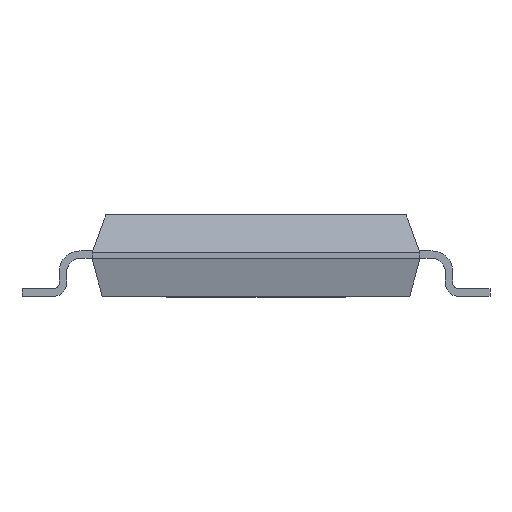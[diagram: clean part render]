
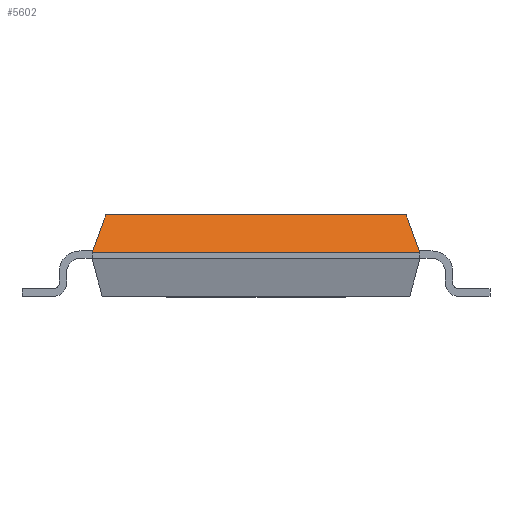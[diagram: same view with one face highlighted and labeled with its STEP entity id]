
A CAD part, front view. The second image highlights one B-rep face of the part: STEP entity #5602.
In plain terms, the highlighted planar face has unit normal (0, -0.94, 0.342).
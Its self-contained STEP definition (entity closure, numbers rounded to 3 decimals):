
#514 = PLANE('',#515);
#515 = AXIS2_PLACEMENT_3D('',#516,#517,#518);
#516 = CARTESIAN_POINT('',(2.2,-3.35,1.102));
#517 = DIRECTION('',(0.,1.,0.));
#518 = DIRECTION('',(-1.,0.,0.));
#1812 = VERTEX_POINT('',#1813);
#1813 = CARTESIAN_POINT('',(2.2,-3.35,0.594));
#1834 = EDGE_CURVE('',#1835,#1812,#1837,.T.);
#1835 = VERTEX_POINT('',#1836);
#1836 = CARTESIAN_POINT('',(-2.2,-3.35,0.594));
#1837 = SURFACE_CURVE('',#1838,(#1842,#1849),.PCURVE_S1.);
#1838 = LINE('',#1839,#1840);
#1839 = CARTESIAN_POINT('',(2.2,-3.35,0.594));
#1840 = VECTOR('',#1841,1.);
#1841 = DIRECTION('',(1.,0.,0.));
#1842 = PCURVE('',#514,#1843);
#1843 = DEFINITIONAL_REPRESENTATION('',(#1844),#1848);
#1844 = LINE('',#1845,#1846);
#1845 = CARTESIAN_POINT('',(0.,-0.508));
#1846 = VECTOR('',#1847,1.);
#1847 = DIRECTION('',(-1.,0.));
#1848 = ( GEOMETRIC_REPRESENTATION_CONTEXT(2) 
PARAMETRIC_REPRESENTATION_CONTEXT() REPRESENTATION_CONTEXT('2D SPACE',''
  ) );
#1849 = PCURVE('',#1850,#1855);
#1850 = PLANE('',#1851);
#1851 = AXIS2_PLACEMENT_3D('',#1852,#1853,#1854);
#1852 = CARTESIAN_POINT('',(2.2,-3.166,1.102));
#1853 = DIRECTION('',(0.,-0.94,
    0.342));
#1854 = DIRECTION('',(0.,-0.342,
    -0.94));
#1855 = DEFINITIONAL_REPRESENTATION('',(#1856),#1860);
#1856 = LINE('',#1857,#1858);
#1857 = CARTESIAN_POINT('',(0.541,0.));
#1858 = VECTOR('',#1859,1.);
#1859 = DIRECTION('',(0.,1.));
#1860 = ( GEOMETRIC_REPRESENTATION_CONTEXT(2) 
PARAMETRIC_REPRESENTATION_CONTEXT() REPRESENTATION_CONTEXT('2D SPACE',''
  ) );
#1904 = PLANE('',#1905);
#1905 = AXIS2_PLACEMENT_3D('',#1906,#1907,#1908);
#1906 = CARTESIAN_POINT('',(-2.015,3.15,1.102));
#1907 = DIRECTION('',(-0.94,0.,0.342
    ));
#1908 = DIRECTION('',(-0.342,0.,
    -0.94));
#3796 = PLANE('',#3797);
#3797 = AXIS2_PLACEMENT_3D('',#3798,#3799,#3800);
#3798 = CARTESIAN_POINT('',(2.015,3.15,1.102));
#3799 = DIRECTION('',(0.94,0.,0.342
    ));
#3800 = DIRECTION('',(-0.342,0.,0.94
    ));
#5602 = ADVANCED_FACE('',(#5603),#1850,.T.);
#5603 = FACE_BOUND('',#5604,.T.);
#5604 = EDGE_LOOP('',(#5605,#5628,#5656,#5677));
#5605 = ORIENTED_EDGE('',*,*,#5606,.F.);
#5606 = EDGE_CURVE('',#5607,#1812,#5609,.T.);
#5607 = VERTEX_POINT('',#5608);
#5608 = CARTESIAN_POINT('',(2.015,-3.166,1.102));
#5609 = SURFACE_CURVE('',#5610,(#5614,#5621),.PCURVE_S1.);
#5610 = LINE('',#5611,#5612);
#5611 = CARTESIAN_POINT('',(2.015,-3.166,1.102));
#5612 = VECTOR('',#5613,1.);
#5613 = DIRECTION('',(0.324,-0.324,-0.889));
#5614 = PCURVE('',#1850,#5615);
#5615 = DEFINITIONAL_REPRESENTATION('',(#5616),#5620);
#5616 = LINE('',#5617,#5618);
#5617 = CARTESIAN_POINT('',(0.,-0.185));
#5618 = VECTOR('',#5619,1.);
#5619 = DIRECTION('',(0.946,0.324));
#5620 = ( GEOMETRIC_REPRESENTATION_CONTEXT(2) 
PARAMETRIC_REPRESENTATION_CONTEXT() REPRESENTATION_CONTEXT('2D SPACE',''
  ) );
#5621 = PCURVE('',#3796,#5622);
#5622 = DEFINITIONAL_REPRESENTATION('',(#5623),#5627);
#5623 = LINE('',#5624,#5625);
#5624 = CARTESIAN_POINT('',(0.,6.315));
#5625 = VECTOR('',#5626,1.);
#5626 = DIRECTION('',(-0.946,0.324));
#5627 = ( GEOMETRIC_REPRESENTATION_CONTEXT(2) 
PARAMETRIC_REPRESENTATION_CONTEXT() REPRESENTATION_CONTEXT('2D SPACE',''
  ) );
#5628 = ORIENTED_EDGE('',*,*,#5629,.T.);
#5629 = EDGE_CURVE('',#5607,#5630,#5632,.T.);
#5630 = VERTEX_POINT('',#5631);
#5631 = CARTESIAN_POINT('',(-2.015,-3.166,1.102)
  );
#5632 = SURFACE_CURVE('',#5633,(#5637,#5644),.PCURVE_S1.);
#5633 = LINE('',#5634,#5635);
#5634 = CARTESIAN_POINT('',(2.2,-3.166,1.102));
#5635 = VECTOR('',#5636,1.);
#5636 = DIRECTION('',(-1.,0.,0.));
#5637 = PCURVE('',#1850,#5638);
#5638 = DEFINITIONAL_REPRESENTATION('',(#5639),#5643);
#5639 = LINE('',#5640,#5641);
#5640 = CARTESIAN_POINT('',(0.,0.));
#5641 = VECTOR('',#5642,1.);
#5642 = DIRECTION('',(0.,-1.));
#5643 = ( GEOMETRIC_REPRESENTATION_CONTEXT(2) 
PARAMETRIC_REPRESENTATION_CONTEXT() REPRESENTATION_CONTEXT('2D SPACE',''
  ) );
#5644 = PCURVE('',#5645,#5650);
#5645 = PLANE('',#5646);
#5646 = AXIS2_PLACEMENT_3D('',#5647,#5648,#5649);
#5647 = CARTESIAN_POINT('',(2.2,3.15,1.102));
#5648 = DIRECTION('',(0.,0.,1.));
#5649 = DIRECTION('',(0.,-1.,0.));
#5650 = DEFINITIONAL_REPRESENTATION('',(#5651),#5655);
#5651 = LINE('',#5652,#5653);
#5652 = CARTESIAN_POINT('',(6.315,0.));
#5653 = VECTOR('',#5654,1.);
#5654 = DIRECTION('',(0.,-1.));
#5655 = ( GEOMETRIC_REPRESENTATION_CONTEXT(2) 
PARAMETRIC_REPRESENTATION_CONTEXT() REPRESENTATION_CONTEXT('2D SPACE',''
  ) );
#5656 = ORIENTED_EDGE('',*,*,#5657,.F.);
#5657 = EDGE_CURVE('',#1835,#5630,#5658,.T.);
#5658 = SURFACE_CURVE('',#5659,(#5663,#5670),.PCURVE_S1.);
#5659 = LINE('',#5660,#5661);
#5660 = CARTESIAN_POINT('',(-2.2,-3.35,0.594));
#5661 = VECTOR('',#5662,1.);
#5662 = DIRECTION('',(0.324,0.324,0.889));
#5663 = PCURVE('',#1850,#5664);
#5664 = DEFINITIONAL_REPRESENTATION('',(#5665),#5669);
#5665 = LINE('',#5666,#5667);
#5666 = CARTESIAN_POINT('',(0.541,-4.4));
#5667 = VECTOR('',#5668,1.);
#5668 = DIRECTION('',(-0.946,0.324));
#5669 = ( GEOMETRIC_REPRESENTATION_CONTEXT(2) 
PARAMETRIC_REPRESENTATION_CONTEXT() REPRESENTATION_CONTEXT('2D SPACE',''
  ) );
#5670 = PCURVE('',#1904,#5671);
#5671 = DEFINITIONAL_REPRESENTATION('',(#5672),#5676);
#5672 = LINE('',#5673,#5674);
#5673 = CARTESIAN_POINT('',(0.541,6.5));
#5674 = VECTOR('',#5675,1.);
#5675 = DIRECTION('',(-0.946,-0.324));
#5676 = ( GEOMETRIC_REPRESENTATION_CONTEXT(2) 
PARAMETRIC_REPRESENTATION_CONTEXT() REPRESENTATION_CONTEXT('2D SPACE',''
  ) );
#5677 = ORIENTED_EDGE('',*,*,#1834,.T.);
